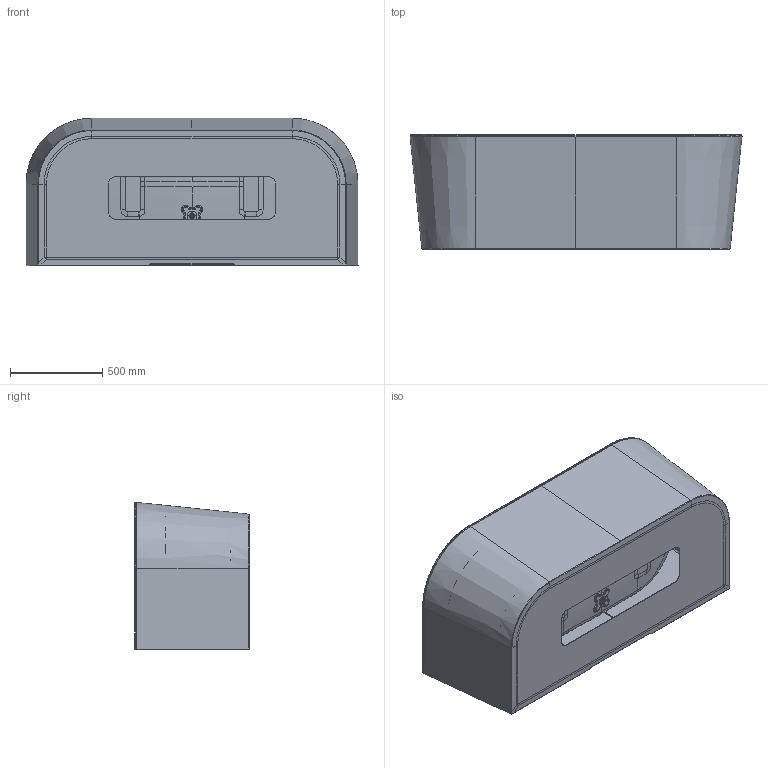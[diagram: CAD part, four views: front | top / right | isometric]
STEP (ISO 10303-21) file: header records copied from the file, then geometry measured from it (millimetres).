
FILE_DESCRIPTION((''),'2;1');
FILE_NAME('V3P1609-301_ASM','2022-07-12T09:51:20',('hegemanc'),('Villeroy & Boch Wellness bv'),'CREO PARAMETRIC BY PTC INC, 2020454','CREO PARAMETRIC BY PTC INC, 2020454','');
FILE_SCHEMA(('CONFIG_CONTROL_DESIGN'));
Products named in the file (9): V3P1609-002; V3P1607-081; V3P1610_003; V3P1607-063; V3P1607-065; UCWAS0297-62; UCWAS0298-62; V3P1607-163_ASM; V3P1609-301_ASM
Assembly tree (8 placements, depth 3):
  V3P1609-301_ASM
    V3P1609-002
    V3P1607-081
    V3P1610_003
    V3P1607-163_ASM
      V3P1607-063
      V3P1607-065
      UCWAS0297-62
      UCWAS0298-62
Bounding box: 1800 x 620.3 x 800 mm (x, y, z)
Volume: 64988661.9 mm3; surface area: 12892329.4 mm2
Topology: 7 solids, 7 shells, 1567 faces, 3810 edges, 2314 vertices
Faces by surface type: bspline 461, cylinder 367, plane 330, extrusion 262, sphere 60, cone 50, torus 37
Entity records: 84975 total; most frequent: CARTESIAN_POINT 52386, ORIENTED_EDGE 7612, DIRECTION 5132, EDGE_CURVE 3806, VERTEX_POINT 2314, B_SPLINE_CURVE_WITH_KNOTS 1836, AXIS2_PLACEMENT_3D 1773, EDGE_LOOP 1650
